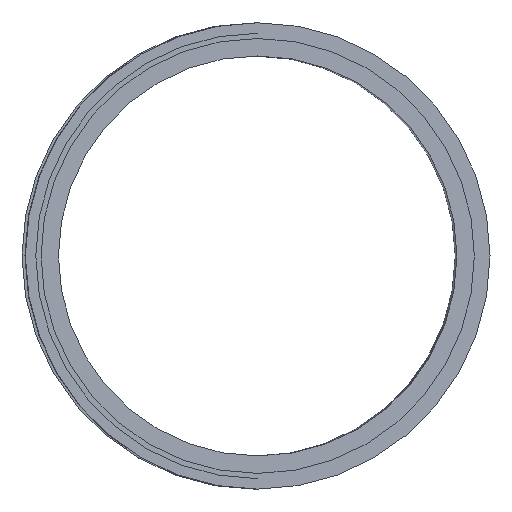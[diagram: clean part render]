
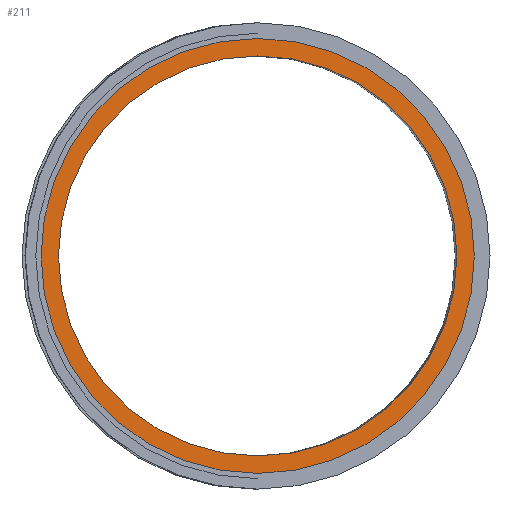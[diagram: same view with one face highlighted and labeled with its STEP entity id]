
A CAD part, top view. The second image highlights one B-rep face of the part: STEP entity #211.
In plain terms, the highlighted face is planar.
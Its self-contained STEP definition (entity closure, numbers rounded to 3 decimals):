
#35=PLANE('',#231);
#43=FACE_BOUND('',#75,.T.);
#57=FACE_OUTER_BOUND('',#74,.T.);
#74=EDGE_LOOP('',(#166));
#75=EDGE_LOOP('',(#167));
#97=CIRCLE('',#226,114.5);
#99=CIRCLE('',#229,124.5);
#119=VERTEX_POINT('',#350);
#121=VERTEX_POINT('',#355);
#137=EDGE_CURVE('',#119,#119,#97,.T.);
#139=EDGE_CURVE('',#121,#121,#99,.T.);
#166=ORIENTED_EDGE('',*,*,#139,.F.);
#167=ORIENTED_EDGE('',*,*,#137,.T.);
#211=ADVANCED_FACE('',(#57,#43),#35,.T.);
#226=AXIS2_PLACEMENT_3D('',#351,#270,#271);
#229=AXIS2_PLACEMENT_3D('',#356,#276,#277);
#231=AXIS2_PLACEMENT_3D('',#358,#280,#281);
#270=DIRECTION('center_axis',(0.,0.,-1.));
#271=DIRECTION('ref_axis',(0.,1.,0.));
#276=DIRECTION('center_axis',(0.,0.,-1.));
#277=DIRECTION('ref_axis',(-1.,0.,0.));
#280=DIRECTION('center_axis',(0.,0.,1.));
#281=DIRECTION('ref_axis',(1.,0.,0.));
#350=CARTESIAN_POINT('',(114.5,0.,0.));
#351=CARTESIAN_POINT('Origin',(0.,0.,0.));
#355=CARTESIAN_POINT('',(124.5,0.,0.));
#356=CARTESIAN_POINT('Origin',(0.,0.,0.));
#358=CARTESIAN_POINT('Origin',(0.,0.,
0.));
